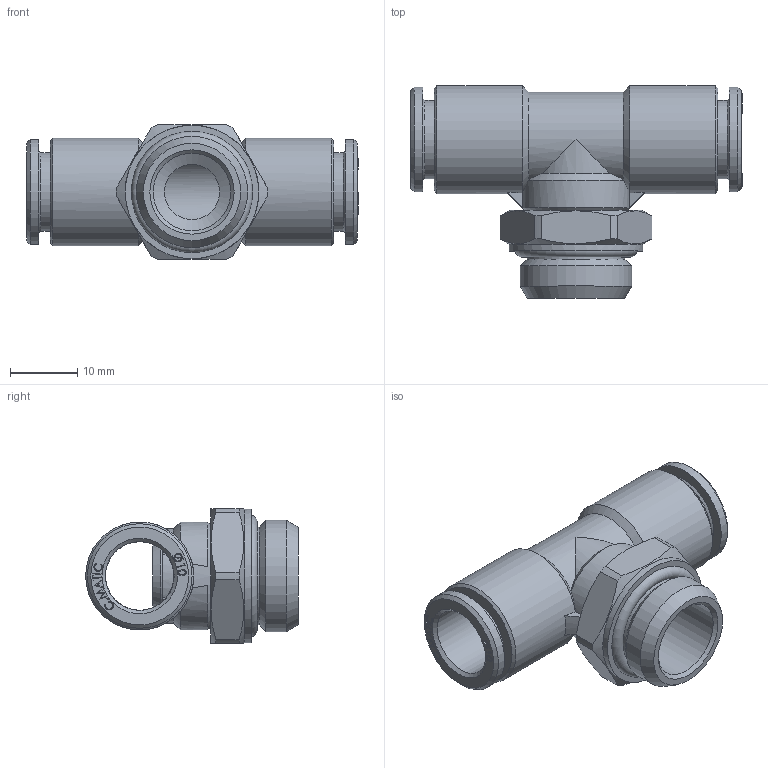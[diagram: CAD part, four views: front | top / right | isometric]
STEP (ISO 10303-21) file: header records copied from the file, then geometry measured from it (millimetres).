
FILE_DESCRIPTION(/* description */ ('STEP AP214'),/* implementation_level */ '2;1');
FILE_NAME(/* name */ 'B0120053',/* time_stamp */ '2023-03-30T11:28:12+02:00',/* author */ ('License CC BY-ND 4.0'),/* organization */ ('CADENAS'),/* preprocessor_version */ 'ST-DEVELOPER v19.3',/* originating_system */ 'PARTsolutions',/* authorisation */ ' ');
FILE_SCHEMA (('AUTOMOTIVE_DESIGN {1 0 10303 214 3 1 1}'));
Length unit declared in the file: metre
Products named in the file (2): B0120053; B0120053_PART1
Assembly tree (1 placements, depth 2):
  B0120053
    B0120053_PART1
Bounding box: 49.2 x 31.5 x 20 mm (x, y, z)
Volume: 7548.5 mm3; surface area: 6406.6 mm2
Topology: 1 solids, 1 shells, 310 faces, 808 edges, 535 vertices
Faces by surface type: plane 171, bspline 86, cylinder 29, cone 23, torus 1
Full cylindrical faces by diameter (mm): 8.2 x1, 10.15 x1, 10.2 x2, 10.45 x1, 11.5 x1, 11.62 x2, 14.5 x1, 15.5 x2, 16 x2, 16.5 x1, 19.8 x1
Entity records: 16591 total; most frequent: CARTESIAN_POINT 7550, ORIENTED_EDGE 1520, DIRECTION 1100, EDGE_CURVE 760, VERTEX_POINT 520, LINE 464, VECTOR 464, EDGE_LOOP 382
